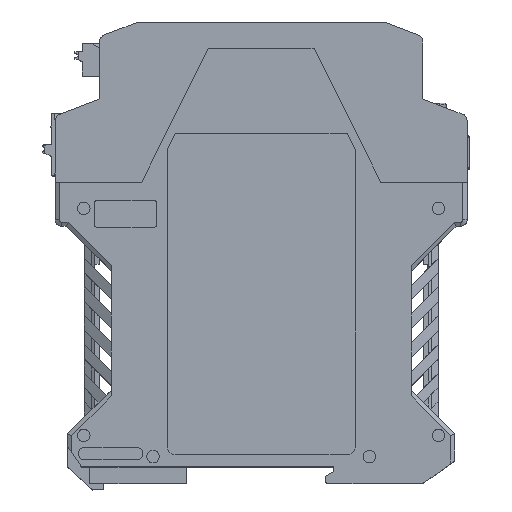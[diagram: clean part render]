
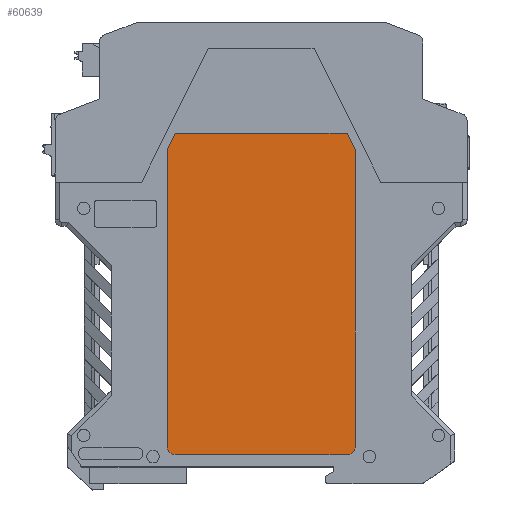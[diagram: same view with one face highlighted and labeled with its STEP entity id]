
A CAD part, top view. The second image highlights one B-rep face of the part: STEP entity #60639.
In plain terms, the highlighted planar face has unit normal (0, 0, 1).
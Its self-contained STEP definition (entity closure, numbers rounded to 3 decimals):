
#1671 = AXIS2_PLACEMENT_3D ( 'NONE', #36303, #86230, #55959 ) ;
#1905 = ORIENTED_EDGE ( 'NONE', *, *, #2071, .T. ) ;
#2071 = EDGE_CURVE ( 'NONE', #76100, #89410, #65811, .T. ) ;
#2376 = CARTESIAN_POINT ( 'NONE',  ( -20.65, 13., 11.1 ) ) ;
#3803 = CARTESIAN_POINT ( 'NONE',  ( -20.65, 11., 11.1 ) ) ;
#4118 = VECTOR ( 'NONE', #23802, 1000. ) ;
#6659 = CARTESIAN_POINT ( 'NONE',  ( 20.65, 88.3, 11.1 ) ) ;
#8854 = CARTESIAN_POINT ( 'NONE',  ( 22.65, 13., 11.1 ) ) ;
#9653 = ORIENTED_EDGE ( 'NONE', *, *, #42711, .T. ) ;
#9728 = CARTESIAN_POINT ( 'NONE',  ( 22.65, 84.3, 11.1 ) ) ;
#11965 = CARTESIAN_POINT ( 'NONE',  ( 22.65, 13., 11.1 ) ) ;
#13641 = ORIENTED_EDGE ( 'NONE', *, *, #39108, .T. ) ;
#15408 = VERTEX_POINT ( 'NONE', #6659 ) ;
#17715 = ORIENTED_EDGE ( 'NONE', *, *, #83559, .T. ) ;
#22905 = CARTESIAN_POINT ( 'NONE',  ( -22.65, 84.3, 11.1 ) ) ;
#23802 = DIRECTION ( 'NONE',  ( 0., 1., 0. ) ) ;
#23821 = CIRCLE ( 'NONE', #32700, 2. ) ;
#25243 = DIRECTION ( 'NONE',  ( 0., 0., 1. ) ) ;
#25453 = EDGE_CURVE ( 'NONE', #32673, #70084, #35931, .T. ) ;
#25717 = CARTESIAN_POINT ( 'NONE',  ( -20.65, 11., 11.1 ) ) ;
#26130 = CARTESIAN_POINT ( 'NONE',  ( 6.465, 83.955, 11.1 ) ) ;
#29888 = DIRECTION ( 'NONE',  ( 0., -1., 0. ) ) ;
#30594 = VERTEX_POINT ( 'NONE', #81028 ) ;
#32673 = VERTEX_POINT ( 'NONE', #61919 ) ;
#32700 = AXIS2_PLACEMENT_3D ( 'NONE', #2376, #58822, #45689 ) ;
#34747 = EDGE_LOOP ( 'NONE', ( #9653, #57220, #41344, #17715, #13641, #58609, #1905, #63470 ) ) ;
#35562 = VECTOR ( 'NONE', #49346, 1000. ) ;
#35931 = LINE ( 'NONE', #22905, #86030 ) ;
#36303 = CARTESIAN_POINT ( 'NONE',  ( 20.65, 13., 11.1 ) ) ;
#37940 = VECTOR ( 'NONE', #39524, 1000. ) ;
#37959 = CARTESIAN_POINT ( 'NONE',  ( 20.65, 88.3, 11.1 ) ) ;
#39108 = EDGE_CURVE ( 'NONE', #40982, #30594, #70386, .T. ) ;
#39524 = DIRECTION ( 'NONE',  ( -0.447, 0.894, 0. ) ) ;
#40982 = VERTEX_POINT ( 'NONE', #3803 ) ;
#41344 = ORIENTED_EDGE ( 'NONE', *, *, #25453, .T. ) ;
#42711 = EDGE_CURVE ( 'NONE', #15408, #86057, #73026, .T. ) ;
#45269 = CARTESIAN_POINT ( 'NONE',  ( 22.65, 84.3, 11.1 ) ) ;
#45689 = DIRECTION ( 'NONE',  ( 1., 0., 0. ) ) ;
#49346 = DIRECTION ( 'NONE',  ( 1., 0., 0. ) ) ;
#49712 = VECTOR ( 'NONE', #86499, 1000. ) ;
#52266 = CIRCLE ( 'NONE', #1671, 2. ) ;
#53032 = CARTESIAN_POINT ( 'NONE',  ( -20.65, 88.3, 11.1 ) ) ;
#55006 = CARTESIAN_POINT ( 'NONE',  ( -20.65, 88.3, 11.1 ) ) ;
#55959 = DIRECTION ( 'NONE',  ( 1., 0., 0. ) ) ;
#57220 = ORIENTED_EDGE ( 'NONE', *, *, #77673, .T. ) ;
#58609 = ORIENTED_EDGE ( 'NONE', *, *, #63593, .T. ) ;
#58822 = DIRECTION ( 'NONE',  ( 0., 0., 1. ) ) ;
#60639 = ADVANCED_FACE ( 'NONE', ( #61633 ), #75177, .T. ) ;
#61633 = FACE_OUTER_BOUND ( 'NONE', #34747, .T. ) ;
#61919 = CARTESIAN_POINT ( 'NONE',  ( -22.65, 84.3, 11.1 ) ) ;
#63470 = ORIENTED_EDGE ( 'NONE', *, *, #74349, .T. ) ;
#63593 = EDGE_CURVE ( 'NONE', #30594, #76100, #52266, .T. ) ;
#65811 = LINE ( 'NONE', #11965, #4118 ) ;
#66195 = LINE ( 'NONE', #9728, #37940 ) ;
#68411 = LINE ( 'NONE', #53032, #71079 ) ;
#70084 = VERTEX_POINT ( 'NONE', #84185 ) ;
#70386 = LINE ( 'NONE', #25717, #35562 ) ;
#71079 = VECTOR ( 'NONE', #74548, 1000. ) ;
#73026 = LINE ( 'NONE', #37959, #49712 ) ;
#74349 = EDGE_CURVE ( 'NONE', #89410, #15408, #66195, .T. ) ;
#74548 = DIRECTION ( 'NONE',  ( -0.447, -0.894, 0. ) ) ;
#75177 = PLANE ( 'NONE',  #85771 ) ;
#76100 = VERTEX_POINT ( 'NONE', #8854 ) ;
#77673 = EDGE_CURVE ( 'NONE', #86057, #32673, #68411, .T. ) ;
#81028 = CARTESIAN_POINT ( 'NONE',  ( 20.65, 11., 11.1 ) ) ;
#83559 = EDGE_CURVE ( 'NONE', #70084, #40982, #23821, .T. ) ;
#84185 = CARTESIAN_POINT ( 'NONE',  ( -22.65, 13., 11.1 ) ) ;
#85771 = AXIS2_PLACEMENT_3D ( 'NONE', #26130, #25243, #89134 ) ;
#86030 = VECTOR ( 'NONE', #29888, 1000. ) ;
#86057 = VERTEX_POINT ( 'NONE', #55006 ) ;
#86230 = DIRECTION ( 'NONE',  ( 0., 0., 1. ) ) ;
#86499 = DIRECTION ( 'NONE',  ( -1., 0., 0. ) ) ;
#89134 = DIRECTION ( 'NONE',  ( 1., 0., 0. ) ) ;
#89410 = VERTEX_POINT ( 'NONE', #45269 ) ;
